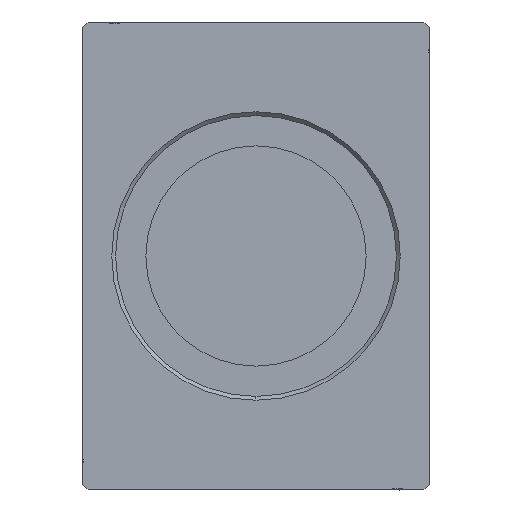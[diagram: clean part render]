
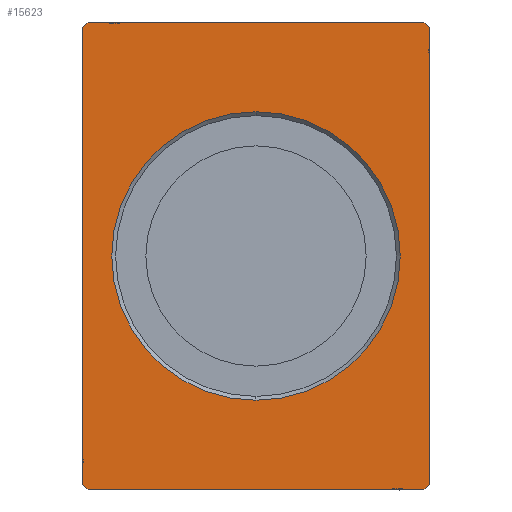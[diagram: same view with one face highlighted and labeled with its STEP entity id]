
A CAD part, left-side view. The second image highlights one B-rep face of the part: STEP entity #15623.
In plain terms, the highlighted planar face has unit normal (-1, 0, 0).
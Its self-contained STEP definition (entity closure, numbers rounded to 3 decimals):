
#697 = EDGE_LOOP ( 'NONE', ( #18289, #35322, #16848, #11914, #37835, #19086, #7163, #9130 ) ) ;
#1598 = EDGE_CURVE ( 'NONE', #6426, #7426, #36673, .T. ) ;
#1621 = CARTESIAN_POINT ( 'NONE',  ( 0., 30.5, -42.5 ) ) ;
#1832 = CARTESIAN_POINT ( 'NONE',  ( 0., 31.5, -41.5 ) ) ;
#2040 = LINE ( 'NONE', #1621, #22935 ) ;
#2149 = EDGE_LOOP ( 'NONE', ( #35831, #3839 ) ) ;
#2351 = EDGE_CURVE ( 'NONE', #7426, #6426, #7487, .T. ) ;
#3482 = CARTESIAN_POINT ( 'NONE',  ( 0., 0., -26.2 ) ) ;
#3688 = EDGE_CURVE ( 'NONE', #39511, #12551, #35538, .T. ) ;
#3839 = ORIENTED_EDGE ( 'NONE', *, *, #2351, .T. ) ;
#5826 = EDGE_CURVE ( 'NONE', #24242, #38420, #22367, .T. ) ;
#5871 = CARTESIAN_POINT ( 'NONE',  ( 0., -31.5, -41.5 ) ) ;
#6426 = VERTEX_POINT ( 'NONE', #15561 ) ;
#6451 = DIRECTION ( 'NONE',  ( 0., -1., 0. ) ) ;
#7163 = ORIENTED_EDGE ( 'NONE', *, *, #23012, .F. ) ;
#7288 = VECTOR ( 'NONE', #37085, 1000. ) ;
#7426 = VERTEX_POINT ( 'NONE', #3482 ) ;
#7487 = CIRCLE ( 'NONE', #25864, 26.2 ) ;
#9130 = ORIENTED_EDGE ( 'NONE', *, *, #10454, .F. ) ;
#9634 = LINE ( 'NONE', #22622, #12420 ) ;
#10454 = EDGE_CURVE ( 'NONE', #12551, #31230, #9634, .T. ) ;
#11039 = CARTESIAN_POINT ( 'NONE',  ( 0., 0., 0. ) ) ;
#11530 = VERTEX_POINT ( 'NONE', #33999 ) ;
#11869 = CARTESIAN_POINT ( 'NONE',  ( 0., 30.5, 42.5 ) ) ;
#11914 = ORIENTED_EDGE ( 'NONE', *, *, #30238, .F. ) ;
#12214 = AXIS2_PLACEMENT_3D ( 'NONE', #12364, #25347, #34930 ) ;
#12364 = CARTESIAN_POINT ( 'NONE',  ( 0., 0., 0. ) ) ;
#12420 = VECTOR ( 'NONE', #6451, 1000. ) ;
#12541 = CARTESIAN_POINT ( 'NONE',  ( 0., -30.5, -42.5 ) ) ;
#12551 = VERTEX_POINT ( 'NONE', #11869 ) ;
#12575 = CARTESIAN_POINT ( 'NONE',  ( 0., -31.5, 41.5 ) ) ;
#13014 = VERTEX_POINT ( 'NONE', #1832 ) ;
#13069 = LINE ( 'NONE', #29245, #26869 ) ;
#13088 = EDGE_CURVE ( 'NONE', #38420, #18560, #22043, .T. ) ;
#13709 = DIRECTION ( 'NONE',  ( 0., 0., -1. ) ) ;
#14226 = FACE_BOUND ( 'NONE', #2149, .T. ) ;
#15561 = CARTESIAN_POINT ( 'NONE',  ( 0., 0., 26.2 ) ) ;
#15623 = ADVANCED_FACE ( 'NONE', ( #14226, #27225 ), #36165, .F. ) ;
#16848 = ORIENTED_EDGE ( 'NONE', *, *, #26023, .F. ) ;
#17249 = CARTESIAN_POINT ( 'NONE',  ( 0., -31.5, 41.5 ) ) ;
#18117 = CARTESIAN_POINT ( 'NONE',  ( 0., -30.5, -42.5 ) ) ;
#18289 = ORIENTED_EDGE ( 'NONE', *, *, #3688, .F. ) ;
#18560 = VERTEX_POINT ( 'NONE', #12541 ) ;
#18847 = DIRECTION ( 'NONE',  ( 0., 0.707, -0.707 ) ) ;
#18989 = CARTESIAN_POINT ( 'NONE',  ( 0., -31.5, -41.5 ) ) ;
#19086 = ORIENTED_EDGE ( 'NONE', *, *, #5826, .F. ) ;
#19689 = CARTESIAN_POINT ( 'NONE',  ( 0., -30.5, 42.5 ) ) ;
#22043 = LINE ( 'NONE', #5871, #36250 ) ;
#22367 = LINE ( 'NONE', #12575, #29994 ) ;
#22387 = LINE ( 'NONE', #35368, #37888 ) ;
#22622 = CARTESIAN_POINT ( 'NONE',  ( 0., 30.5, 42.5 ) ) ;
#22935 = VECTOR ( 'NONE', #40999, 1000. ) ;
#23012 = EDGE_CURVE ( 'NONE', #31230, #24242, #13069, .T. ) ;
#23228 = DIRECTION ( 'NONE',  ( 0., 0., -1. ) ) ;
#23310 = AXIS2_PLACEMENT_3D ( 'NONE', #11039, #40197, #24032 ) ;
#23901 = LINE ( 'NONE', #18117, #7288 ) ;
#24032 = DIRECTION ( 'NONE',  ( 0., 0., -1. ) ) ;
#24242 = VERTEX_POINT ( 'NONE', #17249 ) ;
#25347 = DIRECTION ( 'NONE',  ( 1., 0., 0. ) ) ;
#25864 = AXIS2_PLACEMENT_3D ( 'NONE', #26497, #26287, #13709 ) ;
#26023 = EDGE_CURVE ( 'NONE', #11530, #13014, #2040, .T. ) ;
#26058 = DIRECTION ( 'NONE',  ( 0., -0.707, -0.707 ) ) ;
#26287 = DIRECTION ( 'NONE',  ( 1., 0., 0. ) ) ;
#26497 = CARTESIAN_POINT ( 'NONE',  ( 0., 0., 0. ) ) ;
#26573 = VECTOR ( 'NONE', #35752, 1000. ) ;
#26869 = VECTOR ( 'NONE', #26058, 1000. ) ;
#27225 = FACE_OUTER_BOUND ( 'NONE', #697, .T. ) ;
#29245 = CARTESIAN_POINT ( 'NONE',  ( 0., -30.5, 42.5 ) ) ;
#29994 = VECTOR ( 'NONE', #23228, 1000. ) ;
#30238 = EDGE_CURVE ( 'NONE', #18560, #11530, #23901, .T. ) ;
#31230 = VERTEX_POINT ( 'NONE', #19689 ) ;
#32177 = DIRECTION ( 'NONE',  ( 0., 0., 1. ) ) ;
#33303 = CARTESIAN_POINT ( 'NONE',  ( 0., 31.5, 41.5 ) ) ;
#33999 = CARTESIAN_POINT ( 'NONE',  ( 0., 30.5, -42.5 ) ) ;
#34930 = DIRECTION ( 'NONE',  ( 0., 0., -1. ) ) ;
#35322 = ORIENTED_EDGE ( 'NONE', *, *, #37215, .F. ) ;
#35368 = CARTESIAN_POINT ( 'NONE',  ( 0., 31.5, -41.5 ) ) ;
#35538 = LINE ( 'NONE', #42147, #26573 ) ;
#35752 = DIRECTION ( 'NONE',  ( 0., -0.707, 0.707 ) ) ;
#35831 = ORIENTED_EDGE ( 'NONE', *, *, #1598, .T. ) ;
#36165 = PLANE ( 'NONE',  #23310 ) ;
#36250 = VECTOR ( 'NONE', #18847, 1000. ) ;
#36673 = CIRCLE ( 'NONE', #12214, 26.2 ) ;
#37085 = DIRECTION ( 'NONE',  ( 0., 1., 0. ) ) ;
#37215 = EDGE_CURVE ( 'NONE', #13014, #39511, #22387, .T. ) ;
#37835 = ORIENTED_EDGE ( 'NONE', *, *, #13088, .F. ) ;
#37888 = VECTOR ( 'NONE', #32177, 1000. ) ;
#38420 = VERTEX_POINT ( 'NONE', #18989 ) ;
#39511 = VERTEX_POINT ( 'NONE', #33303 ) ;
#40197 = DIRECTION ( 'NONE',  ( 1., 0., 0. ) ) ;
#40999 = DIRECTION ( 'NONE',  ( 0., 0.707, 0.707 ) ) ;
#42147 = CARTESIAN_POINT ( 'NONE',  ( 0., 31.5, 41.5 ) ) ;
